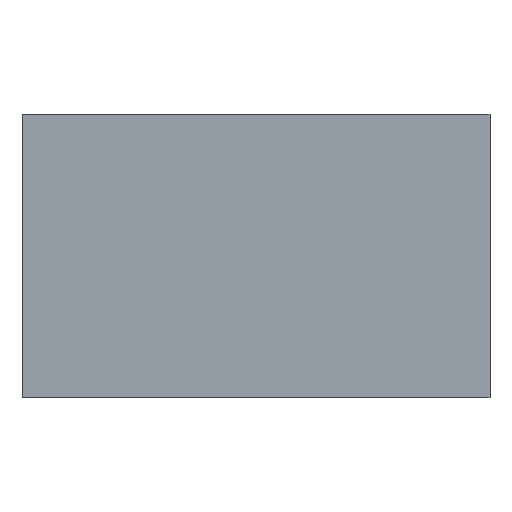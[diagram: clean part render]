
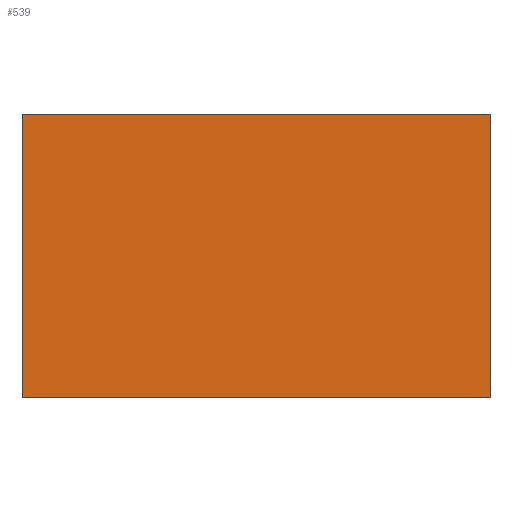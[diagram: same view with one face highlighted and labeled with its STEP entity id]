
A CAD part, front view. The second image highlights one B-rep face of the part: STEP entity #539.
In plain terms, the highlighted planar face has unit normal (0, -1, 0).
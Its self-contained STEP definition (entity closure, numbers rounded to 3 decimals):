
#93=FACE_OUTER_BOUND('',#129,.T.);
#129=EDGE_LOOP('',(#474,#475,#476,#477));
#147=LINE('',#797,#195);
#157=LINE('',#828,#205);
#184=LINE('',#910,#232);
#186=LINE('',#913,#234);
#195=VECTOR('',#641,10.);
#205=VECTOR('',#665,10.);
#232=VECTOR('',#760,10.);
#234=VECTOR('',#764,10.);
#246=VERTEX_POINT('',#794);
#247=VERTEX_POINT('',#796);
#261=VERTEX_POINT('',#826);
#282=VERTEX_POINT('',#909);
#296=EDGE_CURVE('',#246,#247,#147,.T.);
#312=EDGE_CURVE('',#261,#246,#157,.T.);
#352=EDGE_CURVE('',#282,#247,#184,.T.);
#354=EDGE_CURVE('',#261,#282,#186,.T.);
#474=ORIENTED_EDGE('',*,*,#354,.T.);
#475=ORIENTED_EDGE('',*,*,#352,.T.);
#476=ORIENTED_EDGE('',*,*,#296,.F.);
#477=ORIENTED_EDGE('',*,*,#312,.F.);
#512=PLANE('',#613);
#539=ADVANCED_FACE('',(#93),#512,.T.);
#613=AXIS2_PLACEMENT_3D('',#912,#762,#763);
#641=DIRECTION('',(1.,0.,0.));
#665=DIRECTION('',(0.,0.,1.));
#760=DIRECTION('',(0.,0.,1.));
#762=DIRECTION('center_axis',(0.,-1.,0.));
#763=DIRECTION('ref_axis',(1.,0.,0.));
#764=DIRECTION('',(1.,0.,0.));
#794=CARTESIAN_POINT('',(-40.,-56.1,48.5));
#796=CARTESIAN_POINT('',(40.,-56.1,48.5));
#797=CARTESIAN_POINT('',(-40.,-56.1,48.5));
#826=CARTESIAN_POINT('',(-40.,-56.1,0.));
#828=CARTESIAN_POINT('',(-40.,-56.1,0.));
#909=CARTESIAN_POINT('',(40.,-56.1,0.));
#910=CARTESIAN_POINT('',(40.,-56.1,0.));
#912=CARTESIAN_POINT('Origin',(-40.,-56.1,0.));
#913=CARTESIAN_POINT('',(-40.,-56.1,0.));
